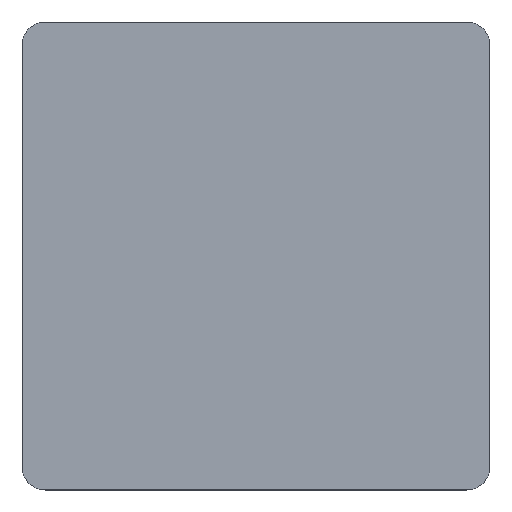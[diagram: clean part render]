
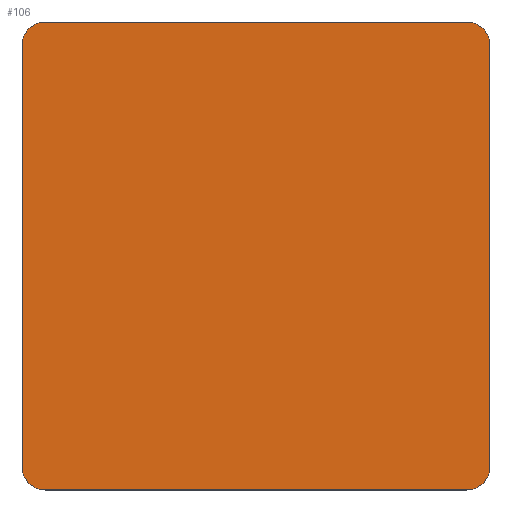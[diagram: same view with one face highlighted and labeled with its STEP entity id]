
A CAD part, top view. The second image highlights one B-rep face of the part: STEP entity #106.
In plain terms, the highlighted planar face has unit normal (0, 0, 1).
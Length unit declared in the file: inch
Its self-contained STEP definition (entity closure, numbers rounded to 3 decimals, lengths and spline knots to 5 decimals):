
#106=ADVANCED_FACE('',(#217),#218,.T.);
#217=FACE_OUTER_BOUND('',#345,.T.);
#218=PLANE('',#346);
#345=EDGE_LOOP('',(#600,#601,#602,#603,#604,#605,#606,#607));
#346=AXIS2_PLACEMENT_3D('',#608,#609,#610);
#600=ORIENTED_EDGE('',*,*,#811,.F.);
#601=ORIENTED_EDGE('',*,*,#807,.F.);
#602=ORIENTED_EDGE('',*,*,#784,.F.);
#603=ORIENTED_EDGE('',*,*,#829,.F.);
#604=ORIENTED_EDGE('',*,*,#797,.F.);
#605=ORIENTED_EDGE('',*,*,#830,.F.);
#606=ORIENTED_EDGE('',*,*,#737,.F.);
#607=ORIENTED_EDGE('',*,*,#815,.F.);
#608=CARTESIAN_POINT('',(4.46145,6.00675,0.075));
#609=DIRECTION('',(0.0,0.0,1.0));
#610=DIRECTION('',(1.0,0.0,0.0));
#737=EDGE_CURVE('',#885,#886,#887,.T.);
#784=EDGE_CURVE('',#958,#959,#960,.T.);
#797=EDGE_CURVE('',#979,#980,#981,.T.);
#807=EDGE_CURVE('',#959,#997,#998,.T.);
#811=EDGE_CURVE('',#997,#1003,#1004,.T.);
#815=EDGE_CURVE('',#1003,#885,#1009,.T.);
#829=EDGE_CURVE('',#980,#958,#1025,.T.);
#830=EDGE_CURVE('',#886,#979,#1026,.T.);
#885=VERTEX_POINT('',#1093);
#886=VERTEX_POINT('',#1094);
#887=LINE('',#1095,#1096);
#958=VERTEX_POINT('',#1198);
#959=VERTEX_POINT('',#1199);
#960=LINE('',#1200,#1201);
#979=VERTEX_POINT('',#1229);
#980=VERTEX_POINT('',#1230);
#981=LINE('',#1231,#1232);
#997=VERTEX_POINT('',#1255);
#998=B_SPLINE_CURVE_WITH_KNOTS('',3,(#1256,#1257,#1258,#1259),.UNSPECIFIED.,.F.,.F.,(4,4),(-1.0,-0.0),.UNSPECIFIED.);
#1003=VERTEX_POINT('',#1268);
#1004=LINE('',#1269,#1270);
#1009=B_SPLINE_CURVE_WITH_KNOTS('',3,(#1277,#1278,#1279,#1280),.UNSPECIFIED.,.F.,.F.,(4,4),(-1.0,-0.0),.UNSPECIFIED.);
#1025=B_SPLINE_CURVE_WITH_KNOTS('',3,(#1308,#1309,#1310,#1311),.UNSPECIFIED.,.F.,.F.,(4,4),(-1.0,-0.0),.UNSPECIFIED.);
#1026=B_SPLINE_CURVE_WITH_KNOTS('',3,(#1312,#1313,#1314,#1315),.UNSPECIFIED.,.F.,.F.,(4,4),(-1.0,-0.0),.UNSPECIFIED.);
#1093=CARTESIAN_POINT('',(5.08645,6.56925,0.075));
#1094=CARTESIAN_POINT('',(5.08645,5.44424,0.075));
#1095=CARTESIAN_POINT('',(5.08645,5.44424,0.075));
#1096=VECTOR('',#1370,1.0);
#1198=CARTESIAN_POINT('',(3.83645,5.44424,0.075));
#1199=CARTESIAN_POINT('',(3.83645,6.56925,0.075));
#1200=CARTESIAN_POINT('',(3.83645,6.56925,0.075));
#1201=VECTOR('',#1414,1.0);
#1229=CARTESIAN_POINT('',(5.02395,5.38174,0.075));
#1230=CARTESIAN_POINT('',(3.89895,5.38174,0.075));
#1231=CARTESIAN_POINT('',(3.89895,5.38174,0.075));
#1232=VECTOR('',#1424,1.0);
#1255=CARTESIAN_POINT('',(3.89895,6.63175,0.075));
#1256=CARTESIAN_POINT('',(3.83645,6.56925,0.075));
#1257=CARTESIAN_POINT('',(3.83645,6.60377,0.075));
#1258=CARTESIAN_POINT('',(3.86443,6.63175,0.075));
#1259=CARTESIAN_POINT('',(3.89895,6.63175,0.075));
#1268=CARTESIAN_POINT('',(5.02395,6.63175,0.075));
#1269=CARTESIAN_POINT('',(5.02395,6.63175,0.075));
#1270=VECTOR('',#1433,1.0);
#1277=CARTESIAN_POINT('',(5.02395,6.63175,0.075));
#1278=CARTESIAN_POINT('',(5.05847,6.63175,0.075));
#1279=CARTESIAN_POINT('',(5.08645,6.60377,0.075));
#1280=CARTESIAN_POINT('',(5.08645,6.56925,0.075));
#1308=CARTESIAN_POINT('',(3.89895,5.38174,0.075));
#1309=CARTESIAN_POINT('',(3.86443,5.38174,0.075));
#1310=CARTESIAN_POINT('',(3.83645,5.40974,0.075));
#1311=CARTESIAN_POINT('',(3.83645,5.44424,0.075));
#1312=CARTESIAN_POINT('',(5.08645,5.44424,0.075));
#1313=CARTESIAN_POINT('',(5.08645,5.40974,0.075));
#1314=CARTESIAN_POINT('',(5.05847,5.38174,0.075));
#1315=CARTESIAN_POINT('',(5.02395,5.38174,0.075));
#1370=DIRECTION('',(-0.0,-1.0,-0.0));
#1414=DIRECTION('',(0.0,1.0,0.0));
#1424=DIRECTION('',(-1.0,-0.0,-0.0));
#1433=DIRECTION('',(1.0,0.0,0.0));
